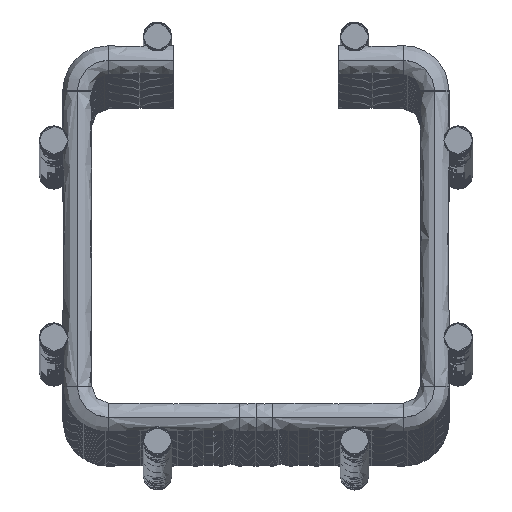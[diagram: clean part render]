
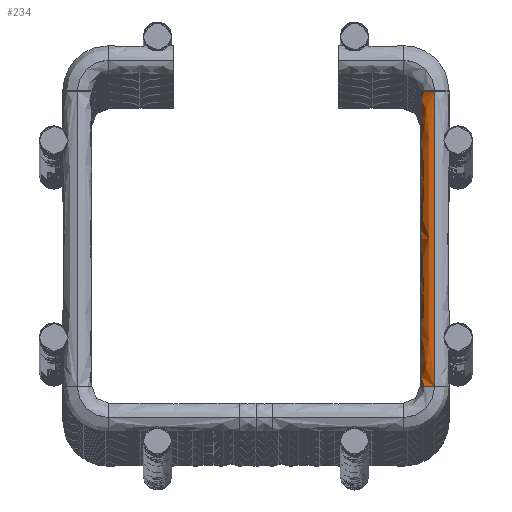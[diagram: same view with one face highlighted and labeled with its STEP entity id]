
A CAD part, top view. The second image highlights one B-rep face of the part: STEP entity #234.
In plain terms, the highlighted free-form (B-spline) face has degree [2, 1] with [9, 2] control points.
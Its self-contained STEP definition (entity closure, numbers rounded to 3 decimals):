
#234=ADVANCED_FACE('',(#1610),#15736,.T.);
#1610=FACE_OUTER_BOUND('',#2671,.T.);
#2671=EDGE_LOOP('',(#4714,#4715,#4716,#4717));
#4714=ORIENTED_EDGE('',*,*,#9228,.F.);
#4715=ORIENTED_EDGE('',*,*,#9200,.T.);
#4716=ORIENTED_EDGE('',*,*,#9229,.F.);
#4717=ORIENTED_EDGE('',*,*,#9201,.T.);
#9200=EDGE_CURVE('',#14182,#14181,#11596,.T.);
#9201=EDGE_CURVE('',#14178,#14183,#11597,.T.);
#9228=EDGE_CURVE('',#14182,#14183,#12608,.T.);
#9229=EDGE_CURVE('',#14178,#14181,#12609,.T.);
#11596=B_SPLINE_CURVE_WITH_KNOTS('',1,(#61790,#61791),.UNSPECIFIED.,.F.,
 .F.,(2,2),(0.,45.),.UNSPECIFIED.);
#11597=B_SPLINE_CURVE_WITH_KNOTS('',1,(#61792,#61793),.UNSPECIFIED.,.F.,
 .F.,(2,2),(-45.,0.),.UNSPECIFIED.);
#12608=(
BOUNDED_CURVE()
B_SPLINE_CURVE(2,(#61922,#61923,#61924,#61925,#61926),.UNSPECIFIED.,.F.,
 .F.)
B_SPLINE_CURVE_WITH_KNOTS((3,2,3),(0.,3.456,6.912),
 .UNSPECIFIED.)
CURVE()
GEOMETRIC_REPRESENTATION_ITEM()
RATIONAL_B_SPLINE_CURVE((1.,0.707,1.,0.707,1.))
REPRESENTATION_ITEM('')
);
#12609=(
BOUNDED_CURVE()
B_SPLINE_CURVE(2,(#61927,#61928,#61929,#61930,#61931),.UNSPECIFIED.,.F.,
 .F.)
B_SPLINE_CURVE_WITH_KNOTS((3,2,3),(0.,3.456,6.912),
 .UNSPECIFIED.)
CURVE()
GEOMETRIC_REPRESENTATION_ITEM()
RATIONAL_B_SPLINE_CURVE((1.,0.707,1.,0.707,1.))
REPRESENTATION_ITEM('')
);
#14178=VERTEX_POINT('',#57548);
#14181=VERTEX_POINT('',#57551);
#14182=VERTEX_POINT('',#57552);
#14183=VERTEX_POINT('',#57553);
#15736=(
BOUNDED_SURFACE()
B_SPLINE_SURFACE(2,1,((#21002,#21003),(#21004,#21005),(#21006,#21007),(#21008,
#21009),(#21010,#21011),(#21012,#21013),(#21014,#21015),(#21016,#21017),
(#21018,#21019)),.UNSPECIFIED.,.T.,.F.,.F.)
B_SPLINE_SURFACE_WITH_KNOTS((3,2,2,2,3),(2,2),(0.,1.571,3.142,
4.712,6.283),(0.,54.024),.UNSPECIFIED.)
GEOMETRIC_REPRESENTATION_ITEM()
RATIONAL_B_SPLINE_SURFACE(((1.,1.),(0.707,0.707),
(1.,1.),(0.707,0.707),(1.,1.),(0.707,
0.707),(1.,1.),(0.707,0.707),(1.,1.)))
REPRESENTATION_ITEM('')
SURFACE()
);
#21002=CARTESIAN_POINT('',(29.4,27.012,3002.2));
#21003=CARTESIAN_POINT('',(29.4,-27.012,3002.2));
#21004=CARTESIAN_POINT('',(29.4,27.012,3004.4));
#21005=CARTESIAN_POINT('',(29.4,-27.012,3004.4));
#21006=CARTESIAN_POINT('',(27.2,27.012,3004.4));
#21007=CARTESIAN_POINT('',(27.2,-27.012,3004.4));
#21008=CARTESIAN_POINT('',(25.,27.012,3004.4));
#21009=CARTESIAN_POINT('',(25.,-27.012,3004.4));
#21010=CARTESIAN_POINT('',(25.,27.012,3002.2));
#21011=CARTESIAN_POINT('',(25.,-27.012,3002.2));
#21012=CARTESIAN_POINT('',(25.,27.012,3000.));
#21013=CARTESIAN_POINT('',(25.,-27.012,3000.));
#21014=CARTESIAN_POINT('',(27.2,27.012,3000.));
#21015=CARTESIAN_POINT('',(27.2,-27.012,3000.));
#21016=CARTESIAN_POINT('',(29.4,27.012,3000.));
#21017=CARTESIAN_POINT('',(29.4,-27.012,3000.));
#21018=CARTESIAN_POINT('',(29.4,27.012,3002.2));
#21019=CARTESIAN_POINT('',(29.4,-27.012,3002.2));
#57548=CARTESIAN_POINT('',(27.2,-22.5,3004.4));
#57551=CARTESIAN_POINT('',(27.2,-22.5,3000.));
#57552=CARTESIAN_POINT('',(27.2,22.5,3000.));
#57553=CARTESIAN_POINT('',(27.2,22.5,3004.4));
#61790=CARTESIAN_POINT('',(27.2,22.5,3000.));
#61791=CARTESIAN_POINT('',(27.2,-22.5,3000.));
#61792=CARTESIAN_POINT('',(27.2,-22.5,3004.4));
#61793=CARTESIAN_POINT('',(27.2,22.5,3004.4));
#61922=CARTESIAN_POINT('',(27.2,22.5,3000.));
#61923=CARTESIAN_POINT('',(25.,22.5,3000.));
#61924=CARTESIAN_POINT('',(25.,22.5,3002.2));
#61925=CARTESIAN_POINT('',(25.,22.5,3004.4));
#61926=CARTESIAN_POINT('',(27.2,22.5,3004.4));
#61927=CARTESIAN_POINT('',(27.2,-22.5,3004.4));
#61928=CARTESIAN_POINT('',(25.,-22.5,3004.4));
#61929=CARTESIAN_POINT('',(25.,-22.5,3002.2));
#61930=CARTESIAN_POINT('',(25.,-22.5,3000.));
#61931=CARTESIAN_POINT('',(27.2,-22.5,3000.));
